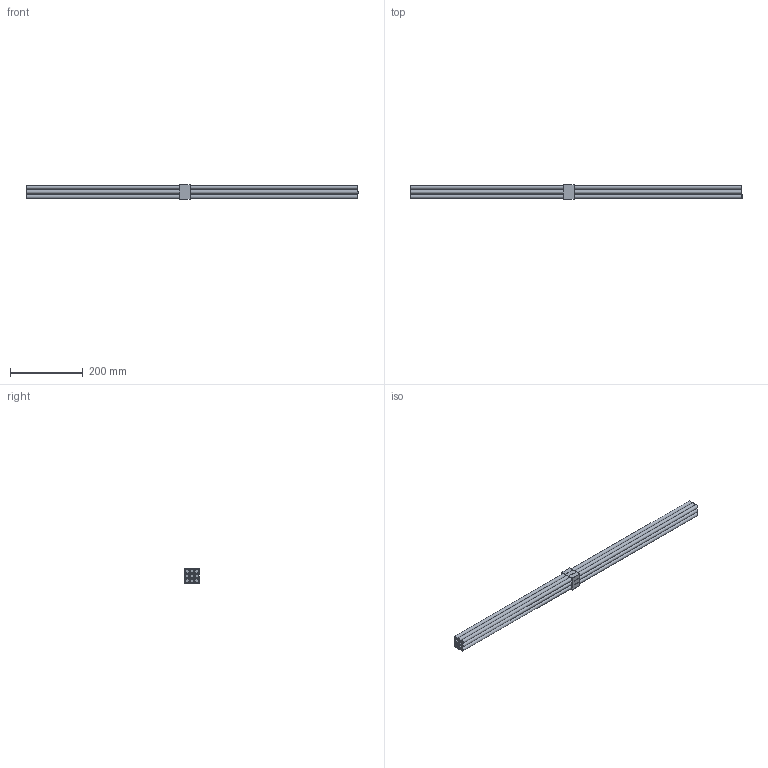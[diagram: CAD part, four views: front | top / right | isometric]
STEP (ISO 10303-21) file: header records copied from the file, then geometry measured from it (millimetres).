
FILE_DESCRIPTION(/* description */ (''),/* implementation_level */ '2;1');
FILE_NAME(/* name */ '070721_full_novane.stp',/* time_stamp */ '2021-07-07T11:56:42+02:00',/* author */ ('tas46'),/* organization */ (''),/* preprocessor_version */ 'ST-DEVELOPER v16.1',/* originating_system */ 'Autodesk Inventor 2016',/* authorisation */ '');
FILE_SCHEMA (('AUTOMOTIVE_DESIGN { 1 0 10303 214 3 1 1 }'));
Length unit declared in the file: millimetre
Products named in the file (20): rod; rod_1; Spagergrid; rod_2; rod_3; rod_4; rod_5; rod_6; rod_7; rod_8; side; side_1; side_2; side_3; side_4; side_5; side_6; side_7; side_8; 070721_full_novane
Assembly tree (19 placements, depth 2):
  070721_full_novane
    rod
    rod_1
    Spagergrid
    rod_2
    rod_3
    rod_4
    rod_5
    rod_6
    rod_7
    rod_8
    side
    side_1
    side_2
    side_3
    side_4
    side_5
    side_6
    side_7
    side_8
Bounding box: 910 x 39.9 x 39.9 mm (x, y, z)
Volume: 650746.1 mm3; surface area: 278351.2 mm2
Topology: 19 solids, 19 shells, 240 faces, 498 edges, 332 vertices
Faces by surface type: plane 177, cylinder 63
Full cylindrical faces by diameter (mm): 5 x36, 10 x9
Entity records: 6602 total; most frequent: DIRECTION 1137, CARTESIAN_POINT 1064, ORIENTED_EDGE 906, EDGE_CURVE 453, AXIS2_PLACEMENT_3D 405, EDGE_LOOP 339, VERTEX_POINT 332, LINE 327
